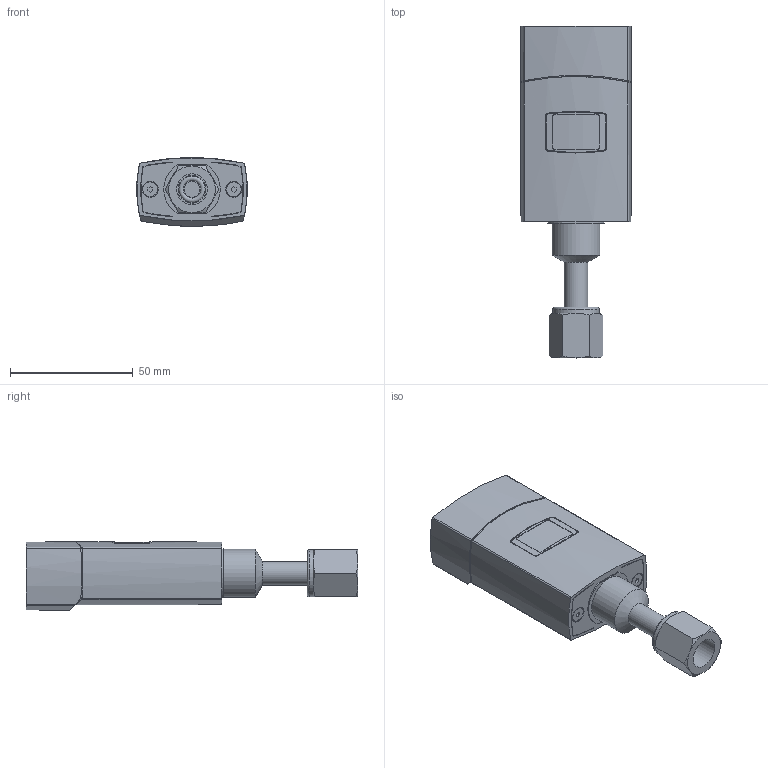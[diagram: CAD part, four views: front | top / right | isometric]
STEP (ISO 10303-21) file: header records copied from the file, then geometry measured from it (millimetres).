
FILE_DESCRIPTION((''),'2;1');
FILE_NAME('MPCG55x_FCC_4VCR.stp','2013-04-04T07:43:39',('BEM'),(''),'Autodesk Inventor 2012','Autodesk Inventor 2012','');
FILE_SCHEMA(('AUTOMOTIVE_DESIGN { 1 0 10303 214 1 1 1 1 }'));
Length unit declared in the file: millimetre
Products named in the file (1): Bauteil15
Bounding box: 45 x 135.1 x 28 mm (x, y, z)
Volume: 29119.5 mm3; surface area: 37072.1 mm2
Topology: 2 solids, 2 shells, 640 faces, 1735 edges, 1133 vertices
Faces by surface type: plane 302, cylinder 268, cone 54, bspline 10, torus 6
Full cylindrical faces by diameter (mm): 0.9 x8, 1.1 x2, 1.3 x5, 2.4 x1, 2.6 x5, 2.8 x3, 2.9 x3, 3 x3, 3.2 x3, 3.4 x3, 3.6 x2, 4 x2, 6 x2, 6.4 x1, 7.9 x1, 9.525 x1, 9.9 x1, 11.3 x1, 12.6 x1, 16 x1, 18 x1, 19 x2, 19.5 x1
Entity records: 21552 total; most frequent: CARTESIAN_POINT 5033, ORIENTED_EDGE 3286, DIRECTION 3188, EDGE_CURVE 1643, AXIS2_PLACEMENT_3D 1151, VERTEX_POINT 1118, VECTOR 886, LINE 886
